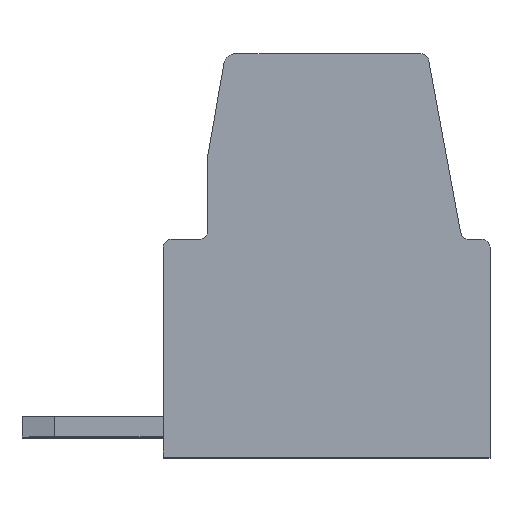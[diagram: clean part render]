
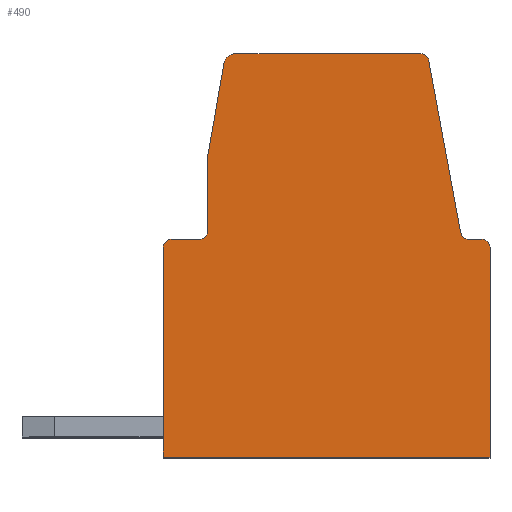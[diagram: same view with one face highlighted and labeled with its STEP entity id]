
A CAD part, top view. The second image highlights one B-rep face of the part: STEP entity #490.
In plain terms, the highlighted planar face has unit normal (0, 0, 1).
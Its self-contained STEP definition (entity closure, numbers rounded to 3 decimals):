
#490 = ADVANCED_FACE( '', ( #1075 ), #1076, .F. );
#1075 = FACE_OUTER_BOUND( '', #1768, .T. );
#1076 = PLANE( '', #1769 );
#1768 = EDGE_LOOP( '', ( #2999, #3000, #3001, #3002, #3003, #3004, #3005, #3006, #3007, #3008, #3009, #3010, #3011, #3012, #3013 ) );
#1769 = AXIS2_PLACEMENT_3D( '', #3014, #3015, #3016 );
#2999 = ORIENTED_EDGE( '', *, *, #4544, .T. );
#3000 = ORIENTED_EDGE( '', *, *, #4746, .T. );
#3001 = ORIENTED_EDGE( '', *, *, #4742, .F. );
#3002 = ORIENTED_EDGE( '', *, *, #4747, .T. );
#3003 = ORIENTED_EDGE( '', *, *, #4748, .T. );
#3004 = ORIENTED_EDGE( '', *, *, #4749, .T. );
#3005 = ORIENTED_EDGE( '', *, *, #4750, .T. );
#3006 = ORIENTED_EDGE( '', *, *, #4751, .T. );
#3007 = ORIENTED_EDGE( '', *, *, #4752, .F. );
#3008 = ORIENTED_EDGE( '', *, *, #4753, .T. );
#3009 = ORIENTED_EDGE( '', *, *, #4754, .F. );
#3010 = ORIENTED_EDGE( '', *, *, #4493, .T. );
#3011 = ORIENTED_EDGE( '', *, *, #4755, .T. );
#3012 = ORIENTED_EDGE( '', *, *, #4641, .T. );
#3013 = ORIENTED_EDGE( '', *, *, #4756, .F. );
#3014 = CARTESIAN_POINT( '', ( 0.81, -4.4, 0. ) );
#3015 = DIRECTION( '', ( 0., 0., -1. ) );
#3016 = DIRECTION( '', ( 0., 1., 0. ) );
#4493 = EDGE_CURVE( '', #5488, #5486, #5489, .T. );
#4544 = EDGE_CURVE( '', #5571, #5569, #5572, .T. );
#4641 = EDGE_CURVE( '', #5724, #5722, #5725, .T. );
#4742 = EDGE_CURVE( '', #5880, #5882, #5883, .T. );
#4746 = EDGE_CURVE( '', #5569, #5882, #5888, .T. );
#4747 = EDGE_CURVE( '', #5880, #5889, #5890, .T. );
#4748 = EDGE_CURVE( '', #5889, #5891, #5892, .T. );
#4749 = EDGE_CURVE( '', #5891, #5893, #5894, .T. );
#4750 = EDGE_CURVE( '', #5893, #5895, #5896, .T. );
#4751 = EDGE_CURVE( '', #5895, #5897, #5898, .T. );
#4752 = EDGE_CURVE( '', #5899, #5897, #5900, .T. );
#4753 = EDGE_CURVE( '', #5899, #5901, #5902, .T. );
#4754 = EDGE_CURVE( '', #5488, #5901, #5903, .T. );
#4755 = EDGE_CURVE( '', #5486, #5724, #5904, .T. );
#4756 = EDGE_CURVE( '', #5571, #5722, #5905, .T. );
#5486 = VERTEX_POINT( '', #6879 );
#5488 = VERTEX_POINT( '', #6882 );
#5489 = LINE( '', #6883, #6884 );
#5569 = VERTEX_POINT( '', #6996 );
#5571 = VERTEX_POINT( '', #6999 );
#5572 = LINE( '', #7000, #7001 );
#5722 = VERTEX_POINT( '', #7215 );
#5724 = VERTEX_POINT( '', #7218 );
#5725 = LINE( '', #7219, #7220 );
#5880 = VERTEX_POINT( '', #7448 );
#5882 = VERTEX_POINT( '', #7451 );
#5883 = CIRCLE( '', #7452, 0.2 );
#5888 = LINE( '', #7458, #7459 );
#5889 = VERTEX_POINT( '', #7460 );
#5890 = LINE( '', #7461, #7462 );
#5891 = VERTEX_POINT( '', #7463 );
#5892 = CIRCLE( '', #7464, 0.2 );
#5893 = VERTEX_POINT( '', #7465 );
#5894 = LINE( '', #7466, #7467 );
#5895 = VERTEX_POINT( '', #7468 );
#5896 = LINE( '', #7469, #7470 );
#5897 = VERTEX_POINT( '', #7471 );
#5898 = LINE( '', #7472, #7473 );
#5899 = VERTEX_POINT( '', #7474 );
#5900 = CIRCLE( '', #7475, 0.2 );
#5901 = VERTEX_POINT( '', #7476 );
#5902 = LINE( '', #7477, #7478 );
#5903 = CIRCLE( '', #7479, 0.2 );
#5904 = CIRCLE( '', #7480, 0.2 );
#5905 = CIRCLE( '', #7481, 0.3 );
#6879 = CARTESIAN_POINT( '', ( -1.52, 9.836, 0. ) );
#6882 = CARTESIAN_POINT( '', ( -0.728, 5.564, 0. ) );
#6883 = CARTESIAN_POINT( '', ( 3.721, -18.438, 0. ) );
#6884 = VECTOR( '', #8316, 1000. );
#6996 = CARTESIAN_POINT( '', ( -7., 7.448, 0. ) );
#6999 = CARTESIAN_POINT( '', ( -6.594, 9.752, 0. ) );
#7000 = CARTESIAN_POINT( '', ( -11.564, -18.438, 0. ) );
#7001 = VECTOR( '', #8371, 1000. );
#7215 = CARTESIAN_POINT( '', ( -6.298, 10., 0. ) );
#7218 = CARTESIAN_POINT( '', ( -1.716, 10., 0. ) );
#7219 = CARTESIAN_POINT( '', ( -16.414, 10., 0. ) );
#7220 = VECTOR( '', #8464, 1000. );
#7448 = CARTESIAN_POINT( '', ( -7.2, 5.4, 0. ) );
#7451 = CARTESIAN_POINT( '', ( -7., 5.6, 0. ) );
#7452 = AXIS2_PLACEMENT_3D( '', #8560, #8561, #8562 );
#7458 = CARTESIAN_POINT( '', ( -7., -18.438, 0. ) );
#7459 = VECTOR( '', #8567, 1000. );
#7460 = CARTESIAN_POINT( '', ( -7.9, 5.4, 0. ) );
#7461 = CARTESIAN_POINT( '', ( -16.414, 5.4, 0. ) );
#7462 = VECTOR( '', #8568, 1000. );
#7463 = CARTESIAN_POINT( '', ( -8.1, 5.2, 0. ) );
#7464 = AXIS2_PLACEMENT_3D( '', #8569, #8570, #8571 );
#7465 = CARTESIAN_POINT( '', ( -8.1, 0., 0. ) );
#7466 = CARTESIAN_POINT( '', ( -8.1, -18.438, 0. ) );
#7467 = VECTOR( '', #8572, 1000. );
#7468 = CARTESIAN_POINT( '', ( 0., 0., 0. ) );
#7469 = CARTESIAN_POINT( '', ( -16.414, 0., 0. ) );
#7470 = VECTOR( '', #8573, 1000. );
#7471 = CARTESIAN_POINT( '', ( 0., 5.2, 0. ) );
#7472 = CARTESIAN_POINT( '', ( 0., -18.438, 0. ) );
#7473 = VECTOR( '', #8574, 1000. );
#7474 = CARTESIAN_POINT( '', ( -0.2, 5.4, 0. ) );
#7475 = AXIS2_PLACEMENT_3D( '', #8575, #8576, #8577 );
#7476 = CARTESIAN_POINT( '', ( -0.531, 5.4, 0. ) );
#7477 = CARTESIAN_POINT( '', ( -16.414, 5.4, 0. ) );
#7478 = VECTOR( '', #8578, 1000. );
#7479 = AXIS2_PLACEMENT_3D( '', #8579, #8580, #8581 );
#7480 = AXIS2_PLACEMENT_3D( '', #8582, #8583, #8584 );
#7481 = AXIS2_PLACEMENT_3D( '', #8585, #8586, #8587 );
#8316 = DIRECTION( '', ( -0.182, 0.983, 0. ) );
#8371 = DIRECTION( '', ( -0.174, -0.985, 0. ) );
#8464 = DIRECTION( '', ( -1., 0., 0. ) );
#8560 = CARTESIAN_POINT( '', ( -7.2, 5.6, 0. ) );
#8561 = DIRECTION( '', ( 0., 0., 1. ) );
#8562 = DIRECTION( '', ( 1., 0., 0. ) );
#8567 = DIRECTION( '', ( 0., -1., 0. ) );
#8568 = DIRECTION( '', ( -1., 0., 0. ) );
#8569 = CARTESIAN_POINT( '', ( -7.9, 5.2, 0. ) );
#8570 = DIRECTION( '', ( 0., 0., 1. ) );
#8571 = DIRECTION( '', ( 1., 0., 0. ) );
#8572 = DIRECTION( '', ( 0., -1., 0. ) );
#8573 = DIRECTION( '', ( 1., 0., 0. ) );
#8574 = DIRECTION( '', ( 0., 1., 0. ) );
#8575 = CARTESIAN_POINT( '', ( -0.2, 5.2, 0. ) );
#8576 = DIRECTION( '', ( 0., 0., -1. ) );
#8577 = DIRECTION( '', ( -1., 0., 0. ) );
#8578 = DIRECTION( '', ( -1., 0., 0. ) );
#8579 = CARTESIAN_POINT( '', ( -0.531, 5.6, 0. ) );
#8580 = DIRECTION( '', ( 0., 0., 1. ) );
#8581 = DIRECTION( '', ( 1., 0., 0. ) );
#8582 = CARTESIAN_POINT( '', ( -1.716, 9.8, 0. ) );
#8583 = DIRECTION( '', ( 0., 0., 1. ) );
#8584 = DIRECTION( '', ( 1., 0., 0. ) );
#8585 = CARTESIAN_POINT( '', ( -6.298, 9.7, 0. ) );
#8586 = DIRECTION( '', ( 0., 0., -1. ) );
#8587 = DIRECTION( '', ( -1., 0., 0. ) );
